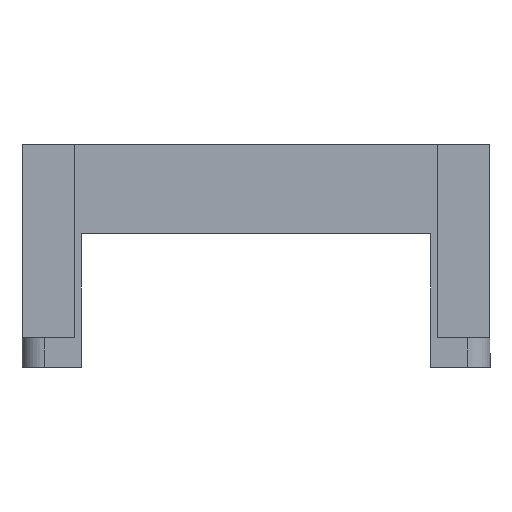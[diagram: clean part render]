
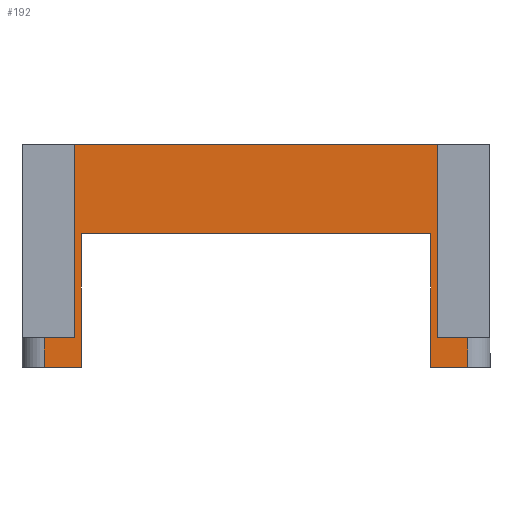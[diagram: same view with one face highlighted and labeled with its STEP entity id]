
A CAD part, left-side view. The second image highlights one B-rep face of the part: STEP entity #192.
In plain terms, the highlighted planar face has unit normal (-1, 0, 0).
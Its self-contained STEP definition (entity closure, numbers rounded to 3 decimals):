
#22 = VERTEX_POINT('',#23);
#23 = CARTESIAN_POINT('',(0.,3.,0.));
#32 = EDGE_CURVE('',#22,#33,#35,.T.);
#33 = VERTEX_POINT('',#34);
#34 = CARTESIAN_POINT('',(0.,3.,4.));
#35 = LINE('',#36,#37);
#36 = CARTESIAN_POINT('',(0.,3.,0.));
#37 = VECTOR('',#38,1.);
#38 = DIRECTION('',(0.,0.,1.));
#63 = EDGE_CURVE('',#22,#64,#66,.T.);
#64 = VERTEX_POINT('',#65);
#65 = CARTESIAN_POINT('',(0.,8.,0.));
#66 = LINE('',#67,#68);
#67 = CARTESIAN_POINT('',(0.,3.,0.));
#68 = VECTOR('',#69,1.);
#69 = DIRECTION('',(0.,1.,0.));
#162 = VERTEX_POINT('',#163);
#163 = CARTESIAN_POINT('',(0.,7.,4.));
#169 = EDGE_CURVE('',#162,#33,#170,.T.);
#170 = LINE('',#171,#172);
#171 = CARTESIAN_POINT('',(0.,7.,4.));
#172 = VECTOR('',#173,1.);
#173 = DIRECTION('',(0.,-1.,0.));
#192 = ADVANCED_FACE('',(#193),#268,.T.);
#193 = FACE_BOUND('',#194,.T.);
#194 = EDGE_LOOP('',(#195,#196,#197,#198,#206,#214,#222,#230,#238,#246,
    #254,#262));
#195 = ORIENTED_EDGE('',*,*,#63,.F.);
#196 = ORIENTED_EDGE('',*,*,#32,.T.);
#197 = ORIENTED_EDGE('',*,*,#169,.F.);
#198 = ORIENTED_EDGE('',*,*,#199,.F.);
#199 = EDGE_CURVE('',#200,#162,#202,.T.);
#200 = VERTEX_POINT('',#201);
#201 = CARTESIAN_POINT('',(0.,7.,30.));
#202 = LINE('',#203,#204);
#203 = CARTESIAN_POINT('',(0.,7.,30.));
#204 = VECTOR('',#205,1.);
#205 = DIRECTION('',(-0.,-0.,-1.));
#206 = ORIENTED_EDGE('',*,*,#207,.T.);
#207 = EDGE_CURVE('',#200,#208,#210,.T.);
#208 = VERTEX_POINT('',#209);
#209 = CARTESIAN_POINT('',(0.,56.,30.));
#210 = LINE('',#211,#212);
#211 = CARTESIAN_POINT('',(0.,3.,30.));
#212 = VECTOR('',#213,1.);
#213 = DIRECTION('',(0.,1.,0.));
#214 = ORIENTED_EDGE('',*,*,#215,.T.);
#215 = EDGE_CURVE('',#208,#216,#218,.T.);
#216 = VERTEX_POINT('',#217);
#217 = CARTESIAN_POINT('',(0.,56.,4.));
#218 = LINE('',#219,#220);
#219 = CARTESIAN_POINT('',(0.,56.,30.));
#220 = VECTOR('',#221,1.);
#221 = DIRECTION('',(-0.,-0.,-1.));
#222 = ORIENTED_EDGE('',*,*,#223,.T.);
#223 = EDGE_CURVE('',#216,#224,#226,.T.);
#224 = VERTEX_POINT('',#225);
#225 = CARTESIAN_POINT('',(0.,60.,4.));
#226 = LINE('',#227,#228);
#227 = CARTESIAN_POINT('',(0.,56.,4.));
#228 = VECTOR('',#229,1.);
#229 = DIRECTION('',(0.,1.,0.));
#230 = ORIENTED_EDGE('',*,*,#231,.F.);
#231 = EDGE_CURVE('',#232,#224,#234,.T.);
#232 = VERTEX_POINT('',#233);
#233 = CARTESIAN_POINT('',(0.,60.,0.));
#234 = LINE('',#235,#236);
#235 = CARTESIAN_POINT('',(0.,60.,0.));
#236 = VECTOR('',#237,1.);
#237 = DIRECTION('',(0.,0.,1.));
#238 = ORIENTED_EDGE('',*,*,#239,.F.);
#239 = EDGE_CURVE('',#240,#232,#242,.T.);
#240 = VERTEX_POINT('',#241);
#241 = CARTESIAN_POINT('',(0.,55.,0.));
#242 = LINE('',#243,#244);
#243 = CARTESIAN_POINT('',(0.,3.,0.));
#244 = VECTOR('',#245,1.);
#245 = DIRECTION('',(0.,1.,0.));
#246 = ORIENTED_EDGE('',*,*,#247,.T.);
#247 = EDGE_CURVE('',#240,#248,#250,.T.);
#248 = VERTEX_POINT('',#249);
#249 = CARTESIAN_POINT('',(0.,55.,18.));
#250 = LINE('',#251,#252);
#251 = CARTESIAN_POINT('',(0.,55.,0.));
#252 = VECTOR('',#253,1.);
#253 = DIRECTION('',(0.,0.,1.));
#254 = ORIENTED_EDGE('',*,*,#255,.T.);
#255 = EDGE_CURVE('',#248,#256,#258,.T.);
#256 = VERTEX_POINT('',#257);
#257 = CARTESIAN_POINT('',(0.,8.,18.));
#258 = LINE('',#259,#260);
#259 = CARTESIAN_POINT('',(0.,55.,18.));
#260 = VECTOR('',#261,1.);
#261 = DIRECTION('',(0.,-1.,0.));
#262 = ORIENTED_EDGE('',*,*,#263,.F.);
#263 = EDGE_CURVE('',#64,#256,#264,.T.);
#264 = LINE('',#265,#266);
#265 = CARTESIAN_POINT('',(0.,8.,0.));
#266 = VECTOR('',#267,1.);
#267 = DIRECTION('',(0.,0.,1.));
#268 = PLANE('',#269);
#269 = AXIS2_PLACEMENT_3D('',#270,#271,#272);
#270 = CARTESIAN_POINT('',(0.,3.,0.));
#271 = DIRECTION('',(-1.,0.,0.));
#272 = DIRECTION('',(0.,1.,0.));
